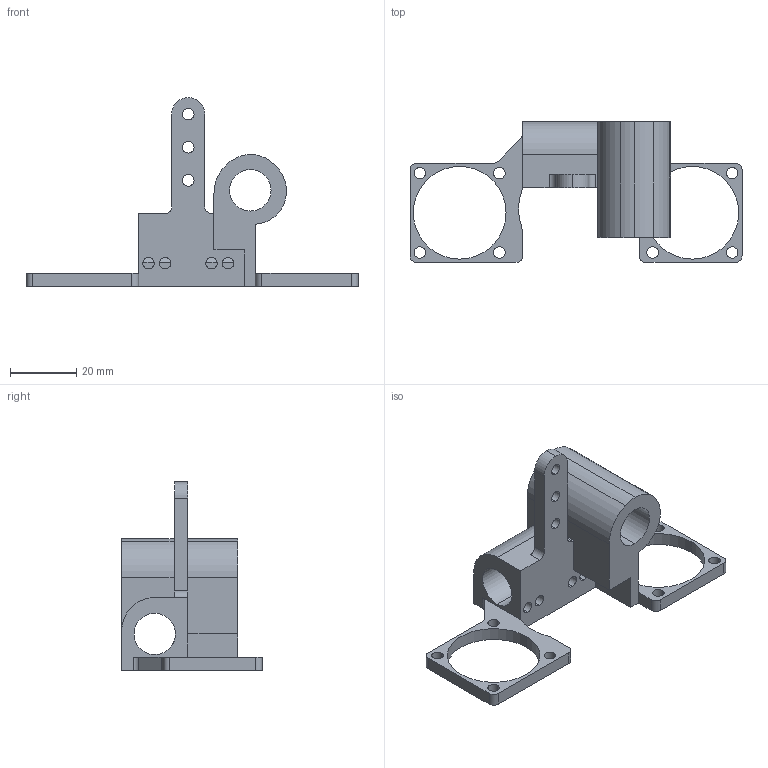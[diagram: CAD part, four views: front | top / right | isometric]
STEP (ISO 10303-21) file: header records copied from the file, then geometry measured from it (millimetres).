
FILE_DESCRIPTION (( 'STEP AP214' ), '1' );
FILE_NAME ('newhead.STEP', '2017-09-20T15:35:16', ( '' ), ( '' ), 'SwSTEP 2.0', 'SolidWorks 2017', '' );
FILE_SCHEMA (( 'AUTOMOTIVE_DESIGN' ));
Length unit declared in the file: millimetre
Products named in the file (1): newhead
Bounding box: 100.25 x 42.5 x 57 mm (x, y, z)
Volume: 24859.4 mm3; surface area: 13472.8 mm2
Topology: 1 solids, 1 shells, 88 faces, 256 edges, 170 vertices
Faces by surface type: cylinder 59, plane 29
Entity records: 3152 total; most frequent: CARTESIAN_POINT 611, DIRECTION 544, ORIENTED_EDGE 512, EDGE_CURVE 256, AXIS2_PLACEMENT_3D 207, VERTEX_POINT 170, VECTOR 130, LINE 130
